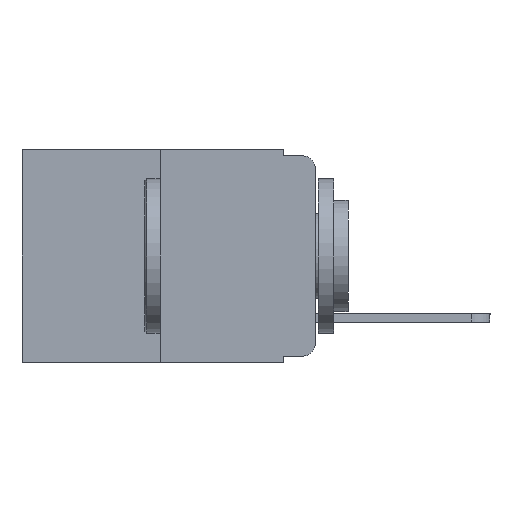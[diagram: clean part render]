
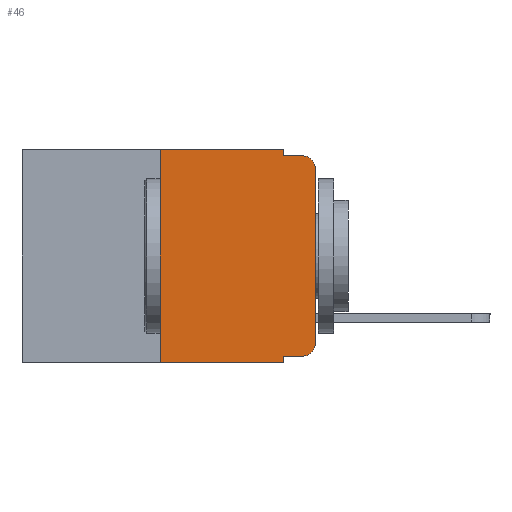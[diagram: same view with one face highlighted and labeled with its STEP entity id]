
A CAD part, left-side view. The second image highlights one B-rep face of the part: STEP entity #46.
In plain terms, the highlighted planar face has unit normal (-1, 0, 0).
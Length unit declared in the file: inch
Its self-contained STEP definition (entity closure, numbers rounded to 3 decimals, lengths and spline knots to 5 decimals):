
#46 = ADVANCED_FACE ( 'NONE', ( #14520 ), #1957, .F. ) ;
#457 = ORIENTED_EDGE ( 'NONE', *, *, #2317, .F. ) ;
#1071 = ORIENTED_EDGE ( 'NONE', *, *, #3229, .T. ) ;
#1358 = CARTESIAN_POINT ( 'NONE',  ( 0., 0.02, -0.333 ) ) ;
#1606 = ORIENTED_EDGE ( 'NONE', *, *, #4907, .F. ) ;
#1734 = VECTOR ( 'NONE', #12804, 39.37008 ) ;
#1957 = PLANE ( 'NONE',  #17507 ) ;
#2127 = ORIENTED_EDGE ( 'NONE', *, *, #5054, .T. ) ;
#2258 = LINE ( 'NONE', #18166, #1734 ) ;
#2317 = EDGE_CURVE ( 'NONE', #2612, #10832, #12407, .T. ) ;
#2340 = DIRECTION ( 'NONE',  ( 0., 0., -1. ) ) ;
#2465 = AXIS2_PLACEMENT_3D ( 'NONE', #11055, #8328, #18301 ) ;
#2612 = VERTEX_POINT ( 'NONE', #2947 ) ;
#2767 = VECTOR ( 'NONE', #8585, 39.37008 ) ;
#2947 = CARTESIAN_POINT ( 'NONE',  ( 0., 0.25, 0. ) ) ;
#3151 = CARTESIAN_POINT ( 'NONE',  ( 0., 0.051, 0. ) ) ;
#3229 = EDGE_CURVE ( 'NONE', #17490, #4607, #8698, .T. ) ;
#3579 = DIRECTION ( 'NONE',  ( 0., -1., 0. ) ) ;
#4013 = CIRCLE ( 'NONE', #7832, 0.02 ) ;
#4607 = VERTEX_POINT ( 'NONE', #8683 ) ;
#4811 = EDGE_CURVE ( 'NONE', #9151, #10444, #11432, .T. ) ;
#4847 = EDGE_CURVE ( 'NONE', #10444, #16035, #11029, .T. ) ;
#4874 = EDGE_CURVE ( 'NONE', #15117, #16035, #14339, .T. ) ;
#4877 = EDGE_CURVE ( 'NONE', #10832, #15117, #7309, .T. ) ;
#4882 = EDGE_CURVE ( 'NONE', #17490, #2612, #17752, .T. ) ;
#4907 = EDGE_CURVE ( 'NONE', #13053, #4607, #2258, .T. ) ;
#4942 = EDGE_CURVE ( 'NONE', #13053, #6461, #16837, .T. ) ;
#5054 = EDGE_CURVE ( 'NONE', #6461, #9151, #4013, .T. ) ;
#5378 = CARTESIAN_POINT ( 'NONE',  ( 0., 0.051, -0.01 ) ) ;
#5442 = CARTESIAN_POINT ( 'NONE',  ( 0., 0.473, 0. ) ) ;
#5516 = CARTESIAN_POINT ( 'NONE',  ( 0., 0.02, -0.01 ) ) ;
#6369 = VECTOR ( 'NONE', #13650, 39.37008 ) ;
#6461 = VERTEX_POINT ( 'NONE', #1358 ) ;
#6482 = DIRECTION ( 'NONE',  ( 0., 0., -1. ) ) ;
#6486 = CARTESIAN_POINT ( 'NONE',  ( 0., 0.051, -0.333 ) ) ;
#7309 = LINE ( 'NONE', #9978, #13864 ) ;
#7437 = DIRECTION ( 'NONE',  ( 0., 0., 1. ) ) ;
#7764 = VECTOR ( 'NONE', #7437, 39.37008 ) ;
#7832 = AXIS2_PLACEMENT_3D ( 'NONE', #15296, #15230, #10125 ) ;
#7862 = ORIENTED_EDGE ( 'NONE', *, *, #4874, .F. ) ;
#8241 = DIRECTION ( 'NONE',  ( 0., -1., 0. ) ) ;
#8270 = CARTESIAN_POINT ( 'NONE',  ( 0., 0.25, -0.343 ) ) ;
#8328 = DIRECTION ( 'NONE',  ( -1., 0., 0. ) ) ;
#8485 = DIRECTION ( 'NONE',  ( 0., -1., 0. ) ) ;
#8585 = DIRECTION ( 'NONE',  ( 0., -1., 0. ) ) ;
#8683 = CARTESIAN_POINT ( 'NONE',  ( 0., 0.051, -0.343 ) ) ;
#8698 = LINE ( 'NONE', #10548, #11913 ) ;
#8766 = VECTOR ( 'NONE', #3579, 39.37008 ) ;
#8980 = CARTESIAN_POINT ( 'NONE',  ( 0., 0., -0.313 ) ) ;
#9151 = VERTEX_POINT ( 'NONE', #8980 ) ;
#9323 = VECTOR ( 'NONE', #8241, 39.37008 ) ;
#9667 = ORIENTED_EDGE ( 'NONE', *, *, #4942, .T. ) ;
#9978 = CARTESIAN_POINT ( 'NONE',  ( 0., 0.051, 0. ) ) ;
#10125 = DIRECTION ( 'NONE',  ( 0., 0., -1. ) ) ;
#10444 = VERTEX_POINT ( 'NONE', #13875 ) ;
#10548 = CARTESIAN_POINT ( 'NONE',  ( 0., 0.473, -0.343 ) ) ;
#10809 = DIRECTION ( 'NONE',  ( 1., 0., 0. ) ) ;
#10832 = VERTEX_POINT ( 'NONE', #3151 ) ;
#11029 = CIRCLE ( 'NONE', #2465, 0.02 ) ;
#11055 = CARTESIAN_POINT ( 'NONE',  ( 0., 0.02, -0.03 ) ) ;
#11208 = CARTESIAN_POINT ( 'NONE',  ( 0., 0.25, 0. ) ) ;
#11420 = CARTESIAN_POINT ( 'NONE',  ( 0., 0., 0. ) ) ;
#11432 = LINE ( 'NONE', #11420, #7764 ) ;
#11913 = VECTOR ( 'NONE', #8485, 39.37008 ) ;
#12407 = LINE ( 'NONE', #5442, #8766 ) ;
#12501 = EDGE_LOOP ( 'NONE', ( #14891, #18752, #7862, #15833, #457, #16305, #1071, #1606, #9667, #2127 ) ) ;
#12544 = CARTESIAN_POINT ( 'NONE',  ( 0., 0.473, 0. ) ) ;
#12804 = DIRECTION ( 'NONE',  ( 0., 0., -1. ) ) ;
#13053 = VERTEX_POINT ( 'NONE', #6486 ) ;
#13246 = CARTESIAN_POINT ( 'NONE',  ( 0., 0.051, -0.01 ) ) ;
#13650 = DIRECTION ( 'NONE',  ( 0., 0., 1. ) ) ;
#13864 = VECTOR ( 'NONE', #6482, 39.37008 ) ;
#13875 = CARTESIAN_POINT ( 'NONE',  ( 0., 0., -0.03 ) ) ;
#14339 = LINE ( 'NONE', #5378, #2767 ) ;
#14520 = FACE_OUTER_BOUND ( 'NONE', #12501, .T. ) ;
#14891 = ORIENTED_EDGE ( 'NONE', *, *, #4811, .T. ) ;
#15117 = VERTEX_POINT ( 'NONE', #13246 ) ;
#15230 = DIRECTION ( 'NONE',  ( -1., 0., 0. ) ) ;
#15296 = CARTESIAN_POINT ( 'NONE',  ( 0., 0.02, -0.313 ) ) ;
#15833 = ORIENTED_EDGE ( 'NONE', *, *, #4877, .F. ) ;
#16035 = VERTEX_POINT ( 'NONE', #5516 ) ;
#16305 = ORIENTED_EDGE ( 'NONE', *, *, #4882, .F. ) ;
#16531 = CARTESIAN_POINT ( 'NONE',  ( 0., 0.051, -0.333 ) ) ;
#16837 = LINE ( 'NONE', #16531, #9323 ) ;
#17490 = VERTEX_POINT ( 'NONE', #8270 ) ;
#17507 = AXIS2_PLACEMENT_3D ( 'NONE', #12544, #10809, #2340 ) ;
#17752 = LINE ( 'NONE', #11208, #6369 ) ;
#18166 = CARTESIAN_POINT ( 'NONE',  ( 0., 0.051, 0. ) ) ;
#18301 = DIRECTION ( 'NONE',  ( 0., 0., -1. ) ) ;
#18752 = ORIENTED_EDGE ( 'NONE', *, *, #4847, .T. ) ;
